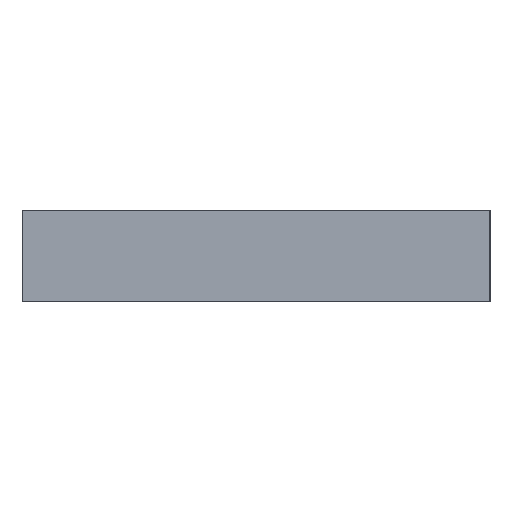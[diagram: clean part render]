
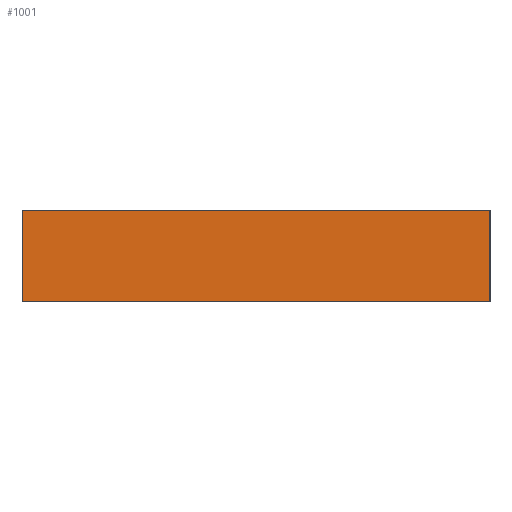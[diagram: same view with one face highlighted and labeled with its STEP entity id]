
A CAD part, left-side view. The second image highlights one B-rep face of the part: STEP entity #1001.
In plain terms, the highlighted planar face has unit normal (-1, 0, 0).
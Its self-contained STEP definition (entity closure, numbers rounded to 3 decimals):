
#517=CARTESIAN_POINT('',(0.0,-28.,4.5));
#518=VERTEX_POINT('',#517);
#525=CARTESIAN_POINT('',(0.0,-28.,-4.5));
#526=VERTEX_POINT('',#525);
#527=CARTESIAN_POINT('',(0.0,-28.,-4.5));
#528=DIRECTION('',(0.0,0.0,1.0));
#529=VECTOR('',#528,9.0);
#530=LINE('',#527,#529);
#531=EDGE_CURVE('',#526,#518,#530,.T.);
#867=CARTESIAN_POINT('',(0.0,18.0,4.5));
#868=VERTEX_POINT('',#867);
#885=CARTESIAN_POINT('',(0.0,18.0,-4.5));
#886=VERTEX_POINT('',#885);
#893=CARTESIAN_POINT('',(0.0,18.0,-4.5));
#894=DIRECTION('',(0.0,0.0,1.0));
#895=VECTOR('',#894,9.0);
#896=LINE('',#893,#895);
#897=EDGE_CURVE('',#886,#868,#896,.T.);
#907=CARTESIAN_POINT('',(0.0,-28.,4.5));
#908=DIRECTION('',(0.0,1.0,0.0));
#909=VECTOR('',#908,46.);
#910=LINE('',#907,#909);
#911=EDGE_CURVE('',#518,#868,#910,.T.);
#985=CARTESIAN_POINT('',(0.0,-28.,0.0));
#986=DIRECTION('',(-1.0,0.0,0.0));
#987=DIRECTION('',(0.0,0.0,1.0));
#988=AXIS2_PLACEMENT_3D('',#985,#986,#987);
#989=PLANE('',#988);
#990=CARTESIAN_POINT('',(0.0,18.0,-4.5));
#991=DIRECTION('',(0.0,-1.0,0.0));
#992=VECTOR('',#991,46.0);
#993=LINE('',#990,#992);
#994=EDGE_CURVE('',#886,#526,#993,.T.);
#995=ORIENTED_EDGE('',*,*,#994,.T.);
#996=ORIENTED_EDGE('',*,*,#531,.T.);
#997=ORIENTED_EDGE('',*,*,#911,.T.);
#998=ORIENTED_EDGE('',*,*,#897,.F.);
#999=EDGE_LOOP('',(#995,#996,#997,#998));
#1000=FACE_OUTER_BOUND('',#999,.T.);
#1001=ADVANCED_FACE('',(#1000),#989,.T.);
